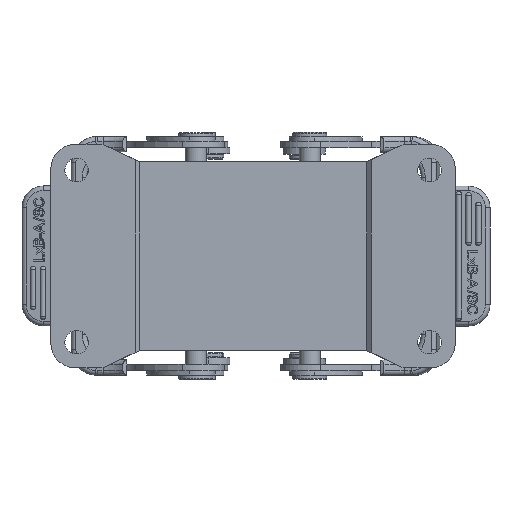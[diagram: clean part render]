
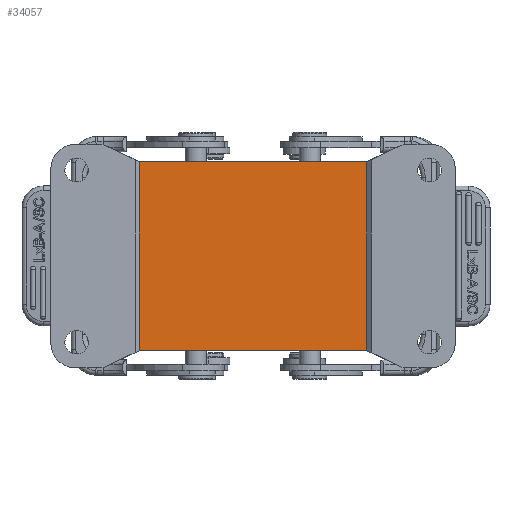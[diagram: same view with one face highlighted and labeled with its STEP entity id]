
A CAD part, front view. The second image highlights one B-rep face of the part: STEP entity #34057.
In plain terms, the highlighted planar face has unit normal (0, -1, 0).
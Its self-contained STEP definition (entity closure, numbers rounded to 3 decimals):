
#4034=DIRECTION('',(1.,0.,0.));
#4035=VECTOR('',#4034,52.808);
#4036=CARTESIAN_POINT('',(20.589,1.72,6.308));
#4037=LINE('',#4036,#4035);
#4330=DIRECTION('',(-1.,0.,0.));
#4331=VECTOR('',#4330,52.808);
#4332=CARTESIAN_POINT('',(73.398,1.704,50.19));
#4333=LINE('',#4332,#4331);
#4970=CARTESIAN_POINT('',(73.415,1.704,6.301));
#4971=CARTESIAN_POINT('',(73.413,1.704,6.301));
#4972=CARTESIAN_POINT('',(73.409,1.704,6.303));
#4973=CARTESIAN_POINT('',(73.404,1.704,6.306));
#4974=CARTESIAN_POINT('',(73.4,1.704,6.307));
#4975=CARTESIAN_POINT('',(73.398,1.704,6.308));
#4977=DIRECTION('',(0.,0.,1.));
#4978=VECTOR('',#4977,43.897);
#4979=CARTESIAN_POINT('',(20.572,1.721,6.301));
#4980=LINE('',#4979,#4978);
#4981=CARTESIAN_POINT('',(20.572,1.721,50.198));
#4982=CARTESIAN_POINT('',(20.574,1.721,50.197));
#4983=CARTESIAN_POINT('',(20.578,1.72,50.196));
#4984=CARTESIAN_POINT('',(20.583,1.72,50.193));
#4985=CARTESIAN_POINT('',(20.587,1.72,50.191));
#4986=CARTESIAN_POINT('',(20.589,1.72,50.19));
#4988=DIRECTION('',(0.,0.,-1.));
#4989=VECTOR('',#4988,43.897);
#4990=CARTESIAN_POINT('',(73.415,1.704,50.198));
#4991=LINE('',#4990,#4989);
#5010=CARTESIAN_POINT('',(73.415,1.704,50.198));
#5011=CARTESIAN_POINT('',(73.413,1.704,50.197));
#5012=CARTESIAN_POINT('',(73.409,1.704,50.196));
#5013=CARTESIAN_POINT('',(73.403,1.704,50.193));
#5014=CARTESIAN_POINT('',(73.399,1.704,50.191));
#5015=CARTESIAN_POINT('',(73.398,1.704,50.19));
#8897=CARTESIAN_POINT('',(20.572,1.721,6.301));
#8898=CARTESIAN_POINT('',(20.574,1.721,6.302));
#8899=CARTESIAN_POINT('',(20.578,1.72,6.303));
#8900=CARTESIAN_POINT('',(20.583,1.72,6.306));
#8901=CARTESIAN_POINT('',(20.587,1.72,6.308));
#8902=CARTESIAN_POINT('',(20.589,1.72,6.308));
#22028=CARTESIAN_POINT('',(20.589,1.72,6.308));
#22029=VERTEX_POINT('',#22028);
#22030=CARTESIAN_POINT('',(73.398,1.704,6.308));
#22031=VERTEX_POINT('',#22030);
#22143=CARTESIAN_POINT('',(73.398,1.704,50.19));
#22144=VERTEX_POINT('',#22143);
#22145=CARTESIAN_POINT('',(20.589,1.72,50.19));
#22146=VERTEX_POINT('',#22145);
#22295=VERTEX_POINT('',#4981);
#22296=VERTEX_POINT('',#4970);
#22297=VERTEX_POINT('',#8897);
#22298=VERTEX_POINT('',#5010);
#34037=CARTESIAN_POINT('',(46.993,1.712,28.249));
#34038=DIRECTION('',(0.,1.,0.));
#34039=DIRECTION('',(0.,0.,-1.));
#34040=AXIS2_PLACEMENT_3D('',#34037,#34038,#34039);
#34041=PLANE('',#34040);
#34043=ORIENTED_EDGE('',*,*,#34042,.T.);
#34044=ORIENTED_EDGE('',*,*,#32279,.F.);
#34046=ORIENTED_EDGE('',*,*,#34045,.F.);
#34048=ORIENTED_EDGE('',*,*,#34047,.T.);
#34049=ORIENTED_EDGE('',*,*,#34026,.T.);
#34050=ORIENTED_EDGE('',*,*,#32810,.F.);
#34052=ORIENTED_EDGE('',*,*,#34051,.F.);
#34054=ORIENTED_EDGE('',*,*,#34053,.T.);
#34055=EDGE_LOOP('',(#34043,#34044,#34046,#34048,#34049,#34050,#34052,#34054));
#34056=FACE_OUTER_BOUND('',#34055,.F.);
#4976=B_SPLINE_CURVE_WITH_KNOTS('',3,(#4970,#4971,#4972,#4973,#4974,#4975),
.UNSPECIFIED.,.F.,.F.,(4,1,1,4),(0.,0.333,0.667,1.),
.UNSPECIFIED.);
#4987=B_SPLINE_CURVE_WITH_KNOTS('',3,(#4981,#4982,#4983,#4984,#4985,#4986),
.UNSPECIFIED.,.F.,.F.,(4,1,1,4),(0.,0.333,0.667,1.),
.UNSPECIFIED.);
#5016=B_SPLINE_CURVE_WITH_KNOTS('',3,(#5010,#5011,#5012,#5013,#5014,#5015),
.UNSPECIFIED.,.F.,.F.,(4,1,1,4),(0.,0.333,0.667,1.),
.UNSPECIFIED.);
#8903=B_SPLINE_CURVE_WITH_KNOTS('',3,(#8897,#8898,#8899,#8900,#8901,#8902),
.UNSPECIFIED.,.F.,.F.,(4,1,1,4),(0.,0.333,0.667,1.),
.UNSPECIFIED.);
#32279=EDGE_CURVE('',#22029,#22031,#4037,.T.);
#32810=EDGE_CURVE('',#22144,#22146,#4333,.T.);
#34026=EDGE_CURVE('',#22295,#22146,#4987,.T.);
#34042=EDGE_CURVE('',#22296,#22031,#4976,.T.);
#34045=EDGE_CURVE('',#22297,#22029,#8903,.T.);
#34047=EDGE_CURVE('',#22297,#22295,#4980,.T.);
#34051=EDGE_CURVE('',#22298,#22144,#5016,.T.);
#34053=EDGE_CURVE('',#22298,#22296,#4991,.T.);
#34057=ADVANCED_FACE('',(#34056),#34041,.F.);
